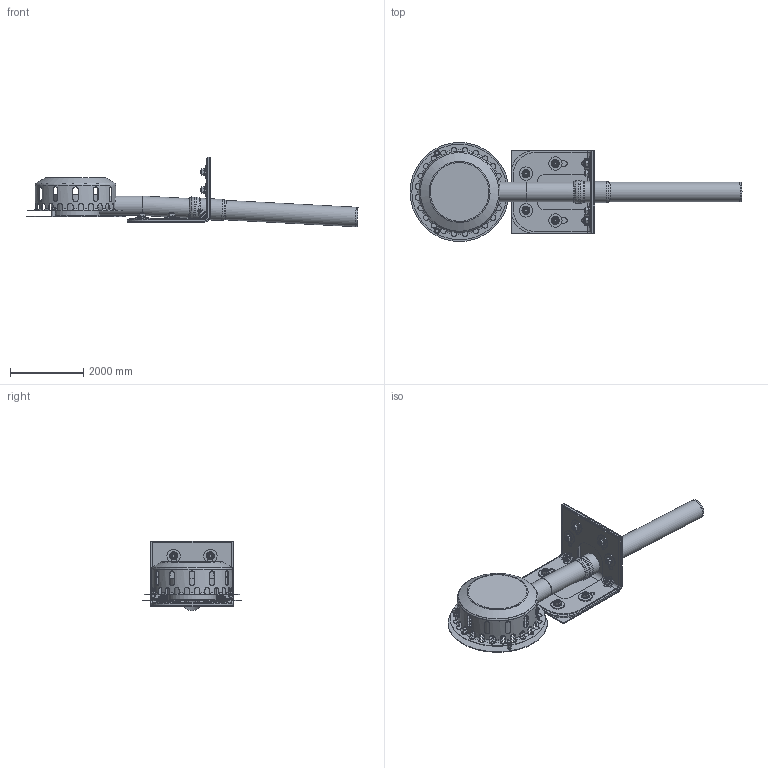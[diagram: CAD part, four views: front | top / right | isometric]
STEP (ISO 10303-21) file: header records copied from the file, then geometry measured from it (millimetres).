
FILE_DESCRIPTION(/* description */ (''),/* implementation_level */ '2;1');
FILE_NAME(/* name */ '01344.050X_3D.stp',/* time_stamp */ '2024-12-11T13:24:45+01:00',/* author */ ('CAD'),/* organization */ (''),/* preprocessor_version */ 'ST-DEVELOPER v20',/* originating_system */ 'AutoCAD Mechanical',/* authorisation */ '');
FILE_SCHEMA (('AUTOMOTIVE_DESIGN { 1 0 10303 214 3 1 1 }'));
Length unit declared in the file: centimetre
Products named in the file (1): Product
Bounding box: 9041.79 x 2700 x 1889.43 mm (x, y, z)
Volume: 1074688974.3 mm3; surface area: 110330811.7 mm2
Topology: 40 solids, 90 shells, 2339 faces, 6657 edges, 4380 vertices
Faces by surface type: plane 1746, cone 310, cylinder 202, torus 72, bspline 9
Full cylindrical faces by diameter (mm): 60 x2, 80 x2, 83.76 x10, 99.999 x8, 100 x4, 120 x11, 365 x8, 510 x3, 530 x4, 558 x1, 578 x2, 590 x1, 598 x3, 600 x1, 618 x2, 1290 x1, 1330 x2, 2180 x1, 2200 x1, 2700 x1
Entity records: 83055 total; most frequent: CARTESIAN_POINT 20815, ORIENTED_EDGE 13186, DIRECTION 11609, EDGE_CURVE 6657, LINE 5271, VECTOR 5271, VERTEX_POINT 4380, EDGE_LOOP 3169
